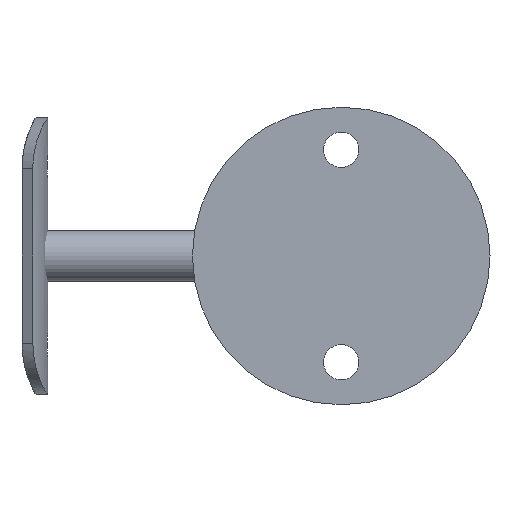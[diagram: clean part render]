
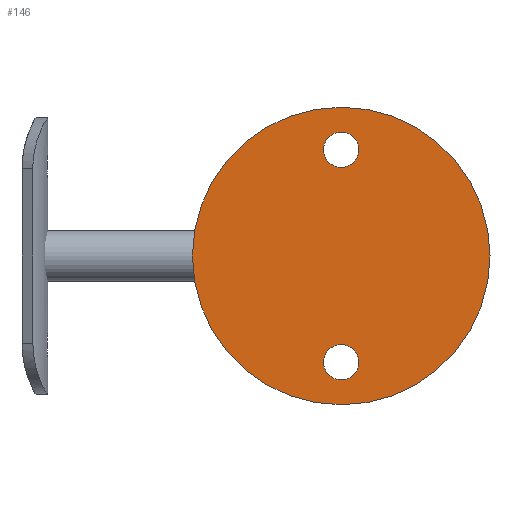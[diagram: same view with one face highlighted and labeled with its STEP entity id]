
A CAD part, left-side view. The second image highlights one B-rep face of the part: STEP entity #146.
In plain terms, the highlighted planar face has unit normal (-1, 0, 0).
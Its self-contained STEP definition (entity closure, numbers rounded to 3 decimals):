
#115 = AXIS2_PLACEMENT_3D ( 'NONE', #420, #2502, #587 ) ;
#146 = ADVANCED_FACE ( 'NONE', ( #1928, #906, #1541 ), #282, .F. ) ;
#177 = CARTESIAN_POINT ( 'NONE',  ( 0., 0., -20.85 ) ) ;
#209 = EDGE_CURVE ( 'NONE', #429, #748, #1600, .T. ) ;
#257 = EDGE_LOOP ( 'NONE', ( #503, #994 ) ) ;
#282 = PLANE ( 'NONE',  #2472 ) ;
#350 = CARTESIAN_POINT ( 'NONE',  ( 0., 0., -29.15 ) ) ;
#387 = CARTESIAN_POINT ( 'NONE',  ( 0., 0., 20.85 ) ) ;
#420 = CARTESIAN_POINT ( 'NONE',  ( 0., 0., -25. ) ) ;
#429 = VERTEX_POINT ( 'NONE', #387 ) ;
#459 = DIRECTION ( 'NONE',  ( 0., 0., -1. ) ) ;
#464 = EDGE_CURVE ( 'NONE', #2210, #755, #2700, .T. ) ;
#503 = ORIENTED_EDGE ( 'NONE', *, *, #1521, .F. ) ;
#583 = EDGE_CURVE ( 'NONE', #791, #1236, #2099, .T. ) ;
#587 = DIRECTION ( 'NONE',  ( 0., 0., -1. ) ) ;
#662 = CARTESIAN_POINT ( 'NONE',  ( 0., 0., 0. ) ) ;
#748 = VERTEX_POINT ( 'NONE', #1215 ) ;
#755 = VERTEX_POINT ( 'NONE', #350 ) ;
#757 = AXIS2_PLACEMENT_3D ( 'NONE', #1073, #1892, #1027 ) ;
#791 = VERTEX_POINT ( 'NONE', #2043 ) ;
#810 = ORIENTED_EDGE ( 'NONE', *, *, #464, .T. ) ;
#830 = CARTESIAN_POINT ( 'NONE',  ( 0., 0., 35. ) ) ;
#867 = AXIS2_PLACEMENT_3D ( 'NONE', #2271, #2019, #1415 ) ;
#906 = FACE_BOUND ( 'NONE', #1203, .T. ) ;
#912 = DIRECTION ( 'NONE',  ( 1., 0., 0. ) ) ;
#994 = ORIENTED_EDGE ( 'NONE', *, *, #583, .F. ) ;
#1027 = DIRECTION ( 'NONE',  ( 0., 0., -1. ) ) ;
#1073 = CARTESIAN_POINT ( 'NONE',  ( 0., 0., 0. ) ) ;
#1134 = DIRECTION ( 'NONE',  ( 1., 0., 0. ) ) ;
#1171 = ORIENTED_EDGE ( 'NONE', *, *, #2285, .T. ) ;
#1179 = AXIS2_PLACEMENT_3D ( 'NONE', #1919, #2767, #1945 ) ;
#1203 = EDGE_LOOP ( 'NONE', ( #2368, #810 ) ) ;
#1215 = CARTESIAN_POINT ( 'NONE',  ( 0., 0., 29.15 ) ) ;
#1218 = EDGE_LOOP ( 'NONE', ( #2111, #1171 ) ) ;
#1236 = VERTEX_POINT ( 'NONE', #830 ) ;
#1338 = CARTESIAN_POINT ( 'NONE',  ( 0., 0., 0. ) ) ;
#1400 = CIRCLE ( 'NONE', #1179, 4.15 ) ;
#1415 = DIRECTION ( 'NONE',  ( 0., 0., -1. ) ) ;
#1469 = CIRCLE ( 'NONE', #2714, 4.15 ) ;
#1521 = EDGE_CURVE ( 'NONE', #1236, #791, #2282, .T. ) ;
#1541 = FACE_OUTER_BOUND ( 'NONE', #257, .T. ) ;
#1600 = CIRCLE ( 'NONE', #867, 4.15 ) ;
#1668 = CARTESIAN_POINT ( 'NONE',  ( 0., 0., 25. ) ) ;
#1892 = DIRECTION ( 'NONE',  ( 1., 0., 0. ) ) ;
#1919 = CARTESIAN_POINT ( 'NONE',  ( 0., 0., -25. ) ) ;
#1928 = FACE_BOUND ( 'NONE', #1218, .T. ) ;
#1945 = DIRECTION ( 'NONE',  ( 0., 0., -1. ) ) ;
#2019 = DIRECTION ( 'NONE',  ( 1., 0., 0. ) ) ;
#2043 = CARTESIAN_POINT ( 'NONE',  ( 0., 0., -35. ) ) ;
#2069 = DIRECTION ( 'NONE',  ( 0., 0., -1. ) ) ;
#2099 = CIRCLE ( 'NONE', #2140, 35. ) ;
#2111 = ORIENTED_EDGE ( 'NONE', *, *, #209, .T. ) ;
#2140 = AXIS2_PLACEMENT_3D ( 'NONE', #1338, #912, #2615 ) ;
#2210 = VERTEX_POINT ( 'NONE', #177 ) ;
#2271 = CARTESIAN_POINT ( 'NONE',  ( 0., 0., 25. ) ) ;
#2282 = CIRCLE ( 'NONE', #757, 35. ) ;
#2285 = EDGE_CURVE ( 'NONE', #748, #429, #1469, .T. ) ;
#2368 = ORIENTED_EDGE ( 'NONE', *, *, #2485, .T. ) ;
#2472 = AXIS2_PLACEMENT_3D ( 'NONE', #662, #1134, #459 ) ;
#2485 = EDGE_CURVE ( 'NONE', #755, #2210, #1400, .T. ) ;
#2500 = DIRECTION ( 'NONE',  ( 1., 0., 0. ) ) ;
#2502 = DIRECTION ( 'NONE',  ( 1., 0., 0. ) ) ;
#2615 = DIRECTION ( 'NONE',  ( 0., 0., -1. ) ) ;
#2700 = CIRCLE ( 'NONE', #115, 4.15 ) ;
#2714 = AXIS2_PLACEMENT_3D ( 'NONE', #1668, #2500, #2069 ) ;
#2767 = DIRECTION ( 'NONE',  ( 1., 0., 0. ) ) ;
